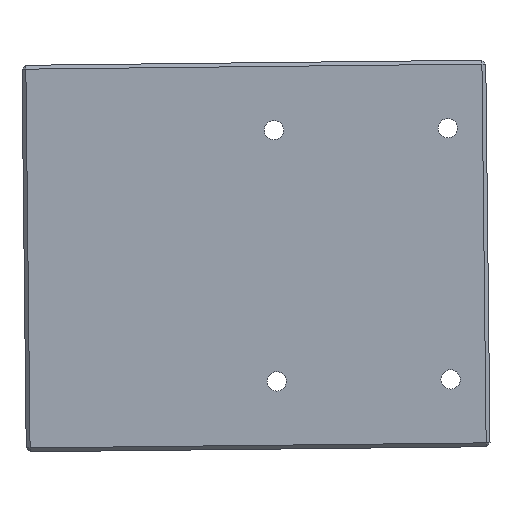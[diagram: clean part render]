
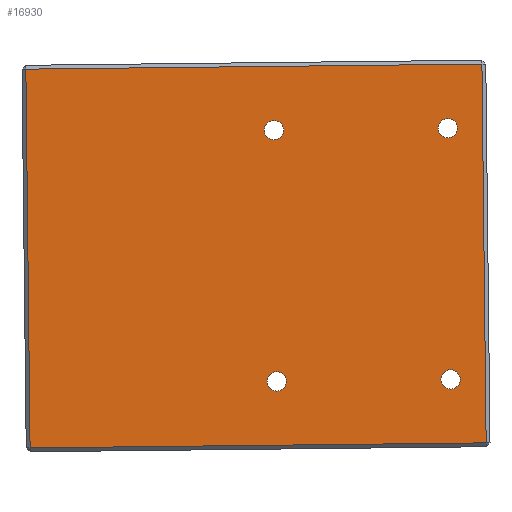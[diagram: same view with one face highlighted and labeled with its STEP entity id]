
A CAD part, front view. The second image highlights one B-rep face of the part: STEP entity #16930.
In plain terms, the highlighted planar face has unit normal (0, -1, 0).
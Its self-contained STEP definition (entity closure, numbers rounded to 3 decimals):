
#157 = DIRECTION ( 'NONE',  ( -1., 0., 0. ) ) ;
#513 = AXIS2_PLACEMENT_3D ( 'NONE', #15165, #6367, #4684 ) ;
#596 = AXIS2_PLACEMENT_3D ( 'NONE', #5303, #11280, #7485 ) ;
#653 = DIRECTION ( 'NONE',  ( 0., 0., 1. ) ) ;
#806 = CARTESIAN_POINT ( 'NONE',  ( 5., 0., -30. ) ) ;
#930 = EDGE_CURVE ( 'NONE', #21697, #2816, #19186, .T. ) ;
#1302 = VECTOR ( 'NONE', #18107, 1000. ) ;
#1850 = VERTEX_POINT ( 'NONE', #17583 ) ;
#1853 = DIRECTION ( 'NONE',  ( 0., 1., 0. ) ) ;
#2693 = ORIENTED_EDGE ( 'NONE', *, *, #19526, .T. ) ;
#2816 = VERTEX_POINT ( 'NONE', #4143 ) ;
#3009 = CARTESIAN_POINT ( 'NONE',  ( 5., 0., 35. ) ) ;
#3017 = DIRECTION ( 'NONE',  ( 0., 1., 0. ) ) ;
#3059 = DIRECTION ( 'NONE',  ( 0., 1., 0. ) ) ;
#3698 = AXIS2_PLACEMENT_3D ( 'NONE', #11274, #10004, #19555 ) ;
#3982 = VERTEX_POINT ( 'NONE', #24920 ) ;
#4070 = CIRCLE ( 'NONE', #25768, 2.5 ) ;
#4143 = CARTESIAN_POINT ( 'NONE',  ( 5., 0., -35. ) ) ;
#4684 = DIRECTION ( 'NONE',  ( 0., 0., 1. ) ) ;
#4838 = ORIENTED_EDGE ( 'NONE', *, *, #20390, .T. ) ;
#5046 = AXIS2_PLACEMENT_3D ( 'NONE', #23635, #6817, #13339 ) ;
#5180 = ORIENTED_EDGE ( 'NONE', *, *, #7342, .T. ) ;
#5303 = CARTESIAN_POINT ( 'NONE',  ( 5., 0., 32.5 ) ) ;
#5843 = VERTEX_POINT ( 'NONE', #13349 ) ;
#5935 = VERTEX_POINT ( 'NONE', #18754 ) ;
#6040 = CARTESIAN_POINT ( 'NONE',  ( 0., 0., 49. ) ) ;
#6367 = DIRECTION ( 'NONE',  ( 0., 1., 0. ) ) ;
#6757 = EDGE_CURVE ( 'NONE', #5935, #1850, #15461, .T. ) ;
#6817 = DIRECTION ( 'NONE',  ( 0., 1., 0. ) ) ;
#7102 = EDGE_LOOP ( 'NONE', ( #7495, #8362 ) ) ;
#7342 = EDGE_CURVE ( 'NONE', #18242, #11962, #25475, .T. ) ;
#7356 = VECTOR ( 'NONE', #653, 1000. ) ;
#7481 = CARTESIAN_POINT ( 'NONE',  ( -59., 0., -49. ) ) ;
#7485 = DIRECTION ( 'NONE',  ( 0., 0., 1. ) ) ;
#7495 = ORIENTED_EDGE ( 'NONE', *, *, #930, .T. ) ;
#7555 = ORIENTED_EDGE ( 'NONE', *, *, #12919, .T. ) ;
#7582 = EDGE_CURVE ( 'NONE', #11092, #5843, #12423, .T. ) ;
#7589 = ORIENTED_EDGE ( 'NONE', *, *, #12555, .T. ) ;
#7648 = AXIS2_PLACEMENT_3D ( 'NONE', #12188, #24815, #20471 ) ;
#7881 = EDGE_LOOP ( 'NONE', ( #2693, #19742, #23314, #20714 ) ) ;
#8245 = EDGE_CURVE ( 'NONE', #14800, #3982, #4070, .T. ) ;
#8362 = ORIENTED_EDGE ( 'NONE', *, *, #19441, .T. ) ;
#8616 = CARTESIAN_POINT ( 'NONE',  ( -59., 0., 0. ) ) ;
#8863 = FACE_BOUND ( 'NONE', #15911, .T. ) ;
#9003 = DIRECTION ( 'NONE',  ( 0., 0., 1. ) ) ;
#9326 = CARTESIAN_POINT ( 'NONE',  ( 59., 0., -49. ) ) ;
#10004 = DIRECTION ( 'NONE',  ( 0., 1., 0. ) ) ;
#10168 = CARTESIAN_POINT ( 'NONE',  ( 59., 0., 49. ) ) ;
#10209 = CIRCLE ( 'NONE', #3698, 2.5 ) ;
#10927 = CARTESIAN_POINT ( 'NONE',  ( 5., 0., -32.5 ) ) ;
#11092 = VERTEX_POINT ( 'NONE', #10168 ) ;
#11274 = CARTESIAN_POINT ( 'NONE',  ( 50., 0., 32.5 ) ) ;
#11280 = DIRECTION ( 'NONE',  ( 0., 1., 0. ) ) ;
#11531 = CARTESIAN_POINT ( 'NONE',  ( 59., 0., 0. ) ) ;
#11917 = VERTEX_POINT ( 'NONE', #7481 ) ;
#11962 = VERTEX_POINT ( 'NONE', #14250 ) ;
#12188 = CARTESIAN_POINT ( 'NONE',  ( 50., 0., 32.5 ) ) ;
#12423 = LINE ( 'NONE', #6040, #19824 ) ;
#12555 = EDGE_CURVE ( 'NONE', #1850, #5935, #18830, .T. ) ;
#12919 = EDGE_CURVE ( 'NONE', #3982, #14800, #23600, .T. ) ;
#12965 = LINE ( 'NONE', #8616, #15607 ) ;
#13032 = VERTEX_POINT ( 'NONE', #9326 ) ;
#13084 = PLANE ( 'NONE',  #22097 ) ;
#13339 = DIRECTION ( 'NONE',  ( 0., 0., 1. ) ) ;
#13349 = CARTESIAN_POINT ( 'NONE',  ( -59., 0., 49. ) ) ;
#13438 = ORIENTED_EDGE ( 'NONE', *, *, #6757, .T. ) ;
#13463 = AXIS2_PLACEMENT_3D ( 'NONE', #10927, #14867, #14468 ) ;
#13584 = LINE ( 'NONE', #11531, #7356 ) ;
#14250 = CARTESIAN_POINT ( 'NONE',  ( 50., 0., 35. ) ) ;
#14468 = DIRECTION ( 'NONE',  ( 0., 0., 1. ) ) ;
#14800 = VERTEX_POINT ( 'NONE', #3009 ) ;
#14867 = DIRECTION ( 'NONE',  ( 0., 1., 0. ) ) ;
#15165 = CARTESIAN_POINT ( 'NONE',  ( 5., 0., -32.5 ) ) ;
#15225 = EDGE_LOOP ( 'NONE', ( #21147, #7555 ) ) ;
#15461 = CIRCLE ( 'NONE', #5046, 2.5 ) ;
#15607 = VECTOR ( 'NONE', #22737, 1000. ) ;
#15735 = CARTESIAN_POINT ( 'NONE',  ( 5., 0., 32.5 ) ) ;
#15828 = EDGE_CURVE ( 'NONE', #13032, #11092, #13584, .T. ) ;
#15911 = EDGE_LOOP ( 'NONE', ( #13438, #7589 ) ) ;
#16930 = ADVANCED_FACE ( 'NONE', ( #17685, #25427, #23519, #25957, #8863 ), #13084, .F. ) ;
#17192 = CARTESIAN_POINT ( 'NONE',  ( 50., 0., -32.5 ) ) ;
#17583 = CARTESIAN_POINT ( 'NONE',  ( 50., 0., -35. ) ) ;
#17685 = FACE_OUTER_BOUND ( 'NONE', #7881, .T. ) ;
#18107 = DIRECTION ( 'NONE',  ( 1., 0., 0. ) ) ;
#18242 = VERTEX_POINT ( 'NONE', #26872 ) ;
#18754 = CARTESIAN_POINT ( 'NONE',  ( 50., 0., -30. ) ) ;
#18830 = CIRCLE ( 'NONE', #24901, 2.5 ) ;
#19186 = CIRCLE ( 'NONE', #513, 2.5 ) ;
#19441 = EDGE_CURVE ( 'NONE', #2816, #21697, #22971, .T. ) ;
#19444 = CARTESIAN_POINT ( 'NONE',  ( 0., 0., 0. ) ) ;
#19526 = EDGE_CURVE ( 'NONE', #5843, #11917, #12965, .T. ) ;
#19555 = DIRECTION ( 'NONE',  ( 0., 0., 1. ) ) ;
#19742 = ORIENTED_EDGE ( 'NONE', *, *, #23697, .T. ) ;
#19824 = VECTOR ( 'NONE', #157, 1000. ) ;
#19998 = LINE ( 'NONE', #26509, #1302 ) ;
#20390 = EDGE_CURVE ( 'NONE', #11962, #18242, #10209, .T. ) ;
#20471 = DIRECTION ( 'NONE',  ( 0., 0., 1. ) ) ;
#20714 = ORIENTED_EDGE ( 'NONE', *, *, #7582, .T. ) ;
#20756 = EDGE_LOOP ( 'NONE', ( #4838, #5180 ) ) ;
#21147 = ORIENTED_EDGE ( 'NONE', *, *, #8245, .T. ) ;
#21257 = DIRECTION ( 'NONE',  ( 0., 0., 1. ) ) ;
#21697 = VERTEX_POINT ( 'NONE', #806 ) ;
#22097 = AXIS2_PLACEMENT_3D ( 'NONE', #19444, #3017, #9003 ) ;
#22737 = DIRECTION ( 'NONE',  ( 0., 0., -1. ) ) ;
#22971 = CIRCLE ( 'NONE', #13463, 2.5 ) ;
#23314 = ORIENTED_EDGE ( 'NONE', *, *, #15828, .T. ) ;
#23519 = FACE_BOUND ( 'NONE', #20756, .T. ) ;
#23600 = CIRCLE ( 'NONE', #596, 2.5 ) ;
#23635 = CARTESIAN_POINT ( 'NONE',  ( 50., 0., -32.5 ) ) ;
#23697 = EDGE_CURVE ( 'NONE', #11917, #13032, #19998, .T. ) ;
#24815 = DIRECTION ( 'NONE',  ( 0., 1., 0. ) ) ;
#24901 = AXIS2_PLACEMENT_3D ( 'NONE', #17192, #3059, #21257 ) ;
#24920 = CARTESIAN_POINT ( 'NONE',  ( 5., 0., 30. ) ) ;
#25427 = FACE_BOUND ( 'NONE', #7102, .T. ) ;
#25475 = CIRCLE ( 'NONE', #7648, 2.5 ) ;
#25768 = AXIS2_PLACEMENT_3D ( 'NONE', #15735, #1853, #26052 ) ;
#25957 = FACE_BOUND ( 'NONE', #15225, .T. ) ;
#26052 = DIRECTION ( 'NONE',  ( 0., 0., 1. ) ) ;
#26509 = CARTESIAN_POINT ( 'NONE',  ( 0., 0., -49. ) ) ;
#26872 = CARTESIAN_POINT ( 'NONE',  ( 50., 0., 30. ) ) ;
